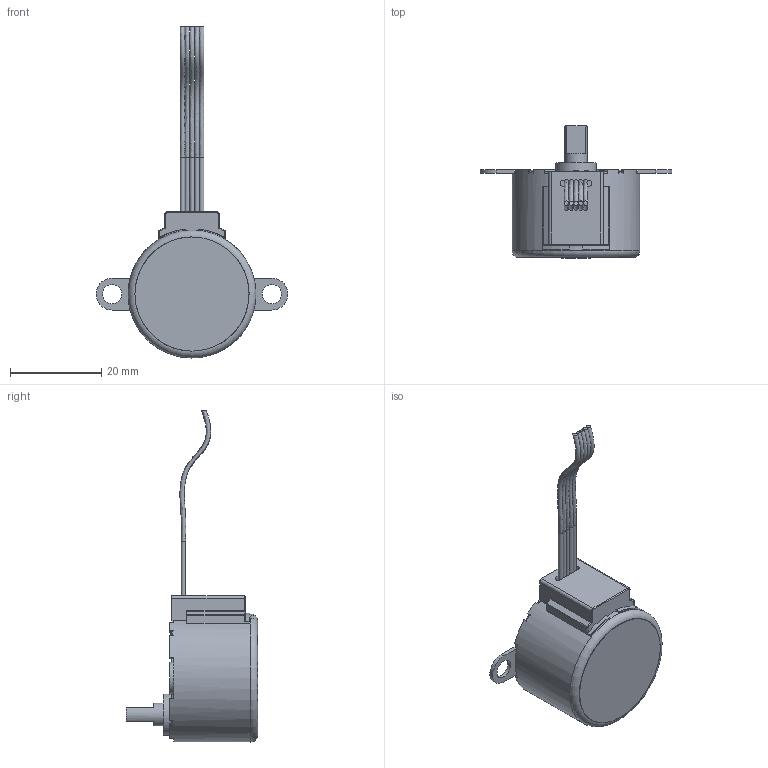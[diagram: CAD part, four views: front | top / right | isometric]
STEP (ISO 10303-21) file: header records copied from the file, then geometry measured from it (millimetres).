
FILE_DESCRIPTION(/* description */ (''),/* implementation_level */ '2;1');
FILE_NAME(/* name */ '28BYJ-48-64.step',/* time_stamp */ '2020-02-06T14:28:10+01:00',/* author */ (''),/* organization */ (''),/* preprocessor_version */ 'ST-DEVELOPER v18',/* originating_system */ 'Autodesk Translation Framework v8.12.0.6',/* authorisation */ '');
FILE_SCHEMA (('AUTOMOTIVE_DESIGN { 1 0 10303 214 3 1 1 }'));
Length unit declared in the file: millimetre
Products named in the file (9): 28BYJ-48-64 5V Stepper Gearmotor; outer-case-sm; inner-case-sm; rivets; plastic-cover; nylon-b-ring; shaft; wires; label sticker
Assembly tree (8 placements, depth 2):
  28BYJ-48-64 5V Stepper Gearmotor
    outer-case-sm
    inner-case-sm
    rivets
    plastic-cover
    nylon-b-ring
    shaft
    wires
    label sticker
Bounding box: 42 x 28.89 x 72.68 mm (x, y, z)
Volume: 2516.7 mm3; surface area: 8435.8 mm2
Topology: 17 solids, 17 shells, 300 faces, 769 edges, 505 vertices
Faces by surface type: plane 164, cylinder 111, bspline 17, torus 5, sphere 2, cone 1
Full cylindrical faces by diameter (mm): 1 x10, 4.2 x2, 5 x2, 7.68 x2, 9 x1, 25 x1, 26.68 x1, 28 x1
Entity records: 11561 total; most frequent: CARTESIAN_POINT 3943, ORIENTED_EDGE 1536, DIRECTION 1506, EDGE_CURVE 768, AXIS2_PLACEMENT_3D 542, VERTEX_POINT 505, LINE 422, VECTOR 422
